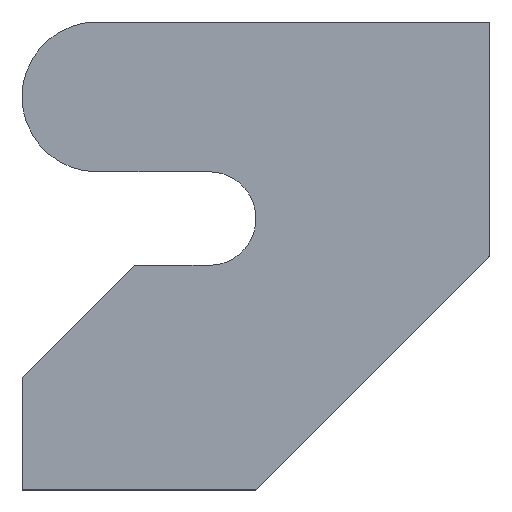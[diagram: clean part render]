
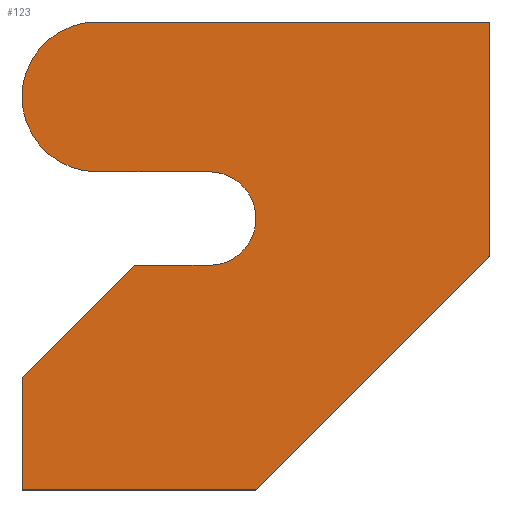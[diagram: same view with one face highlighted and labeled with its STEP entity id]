
A CAD part, top view. The second image highlights one B-rep face of the part: STEP entity #123.
In plain terms, the highlighted planar face has unit normal (0, 0, 1).
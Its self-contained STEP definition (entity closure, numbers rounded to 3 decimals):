
#2 = CIRCLE ( 'NONE', #396, 40. ) ;
#10 = DIRECTION ( 'NONE',  ( 1., 0., 0. ) ) ;
#16 = DIRECTION ( 'NONE',  ( 1., 0., 0. ) ) ;
#17 = LINE ( 'NONE', #303, #398 ) ;
#20 = ORIENTED_EDGE ( 'NONE', *, *, #320, .T. ) ;
#21 = VERTEX_POINT ( 'NONE', #380 ) ;
#22 = CARTESIAN_POINT ( 'NONE',  ( 60., 120., 3. ) ) ;
#24 = DIRECTION ( 'NONE',  ( 1., 0., 0. ) ) ;
#25 = EDGE_CURVE ( 'NONE', #333, #414, #234, .T. ) ;
#26 = VECTOR ( 'NONE', #93, 1000. ) ;
#29 = DIRECTION ( 'NONE',  ( 0., 1., 0. ) ) ;
#35 = CARTESIAN_POINT ( 'NONE',  ( 125., 0., 3. ) ) ;
#43 = AXIS2_PLACEMENT_3D ( 'NONE', #342, #288, #121 ) ;
#55 = VERTEX_POINT ( 'NONE', #377 ) ;
#56 = DIRECTION ( 'NONE',  ( 0., 0., 1. ) ) ;
#57 = DIRECTION ( 'NONE',  ( 0., 0., -1. ) ) ;
#62 = EDGE_CURVE ( 'NONE', #145, #203, #149, .T. ) ;
#63 = DIRECTION ( 'NONE',  ( 0., 0., 1. ) ) ;
#70 = ORIENTED_EDGE ( 'NONE', *, *, #144, .T. ) ;
#71 = VERTEX_POINT ( 'NONE', #341 ) ;
#86 = CARTESIAN_POINT ( 'NONE',  ( 250., 250., 3. ) ) ;
#93 = DIRECTION ( 'NONE',  ( 1., 0., 0. ) ) ;
#95 = CARTESIAN_POINT ( 'NONE',  ( 0., 0., 3. ) ) ;
#96 = LINE ( 'NONE', #126, #26 ) ;
#97 = ORIENTED_EDGE ( 'NONE', *, *, #307, .T. ) ;
#107 = CIRCLE ( 'NONE', #178, 25. ) ;
#110 = LINE ( 'NONE', #86, #364 ) ;
#117 = CARTESIAN_POINT ( 'NONE',  ( 100., 120., 3. ) ) ;
#121 = DIRECTION ( 'NONE',  ( 1., 0., 0. ) ) ;
#123 = ADVANCED_FACE ( 'NONE', ( #436 ), #319, .T. ) ;
#126 = CARTESIAN_POINT ( 'NONE',  ( 40., 170., 3. ) ) ;
#130 = CARTESIAN_POINT ( 'NONE',  ( 60., 120., 3. ) ) ;
#131 = DIRECTION ( 'NONE',  ( 0., -1., 0. ) ) ;
#132 = VECTOR ( 'NONE', #365, 1000. ) ;
#144 = EDGE_CURVE ( 'NONE', #151, #274, #110, .T. ) ;
#145 = VERTEX_POINT ( 'NONE', #117 ) ;
#149 = LINE ( 'NONE', #239, #399 ) ;
#151 = VERTEX_POINT ( 'NONE', #348 ) ;
#152 = CARTESIAN_POINT ( 'NONE',  ( 40., 210., 3. ) ) ;
#155 = DIRECTION ( 'NONE',  ( -1., 0., 0. ) ) ;
#158 = CARTESIAN_POINT ( 'NONE',  ( 250., 125., 3. ) ) ;
#166 = EDGE_LOOP ( 'NONE', ( #350, #97, #317, #70, #394, #282, #20, #213, #235, #287, #253 ) ) ;
#171 = EDGE_CURVE ( 'NONE', #274, #55, #349, .T. ) ;
#178 = AXIS2_PLACEMENT_3D ( 'NONE', #296, #57, #155 ) ;
#180 = LINE ( 'NONE', #130, #132 ) ;
#190 = CARTESIAN_POINT ( 'NONE',  ( 125., 0., 3. ) ) ;
#192 = DIRECTION ( 'NONE',  ( 0.707, 0.707, 0. ) ) ;
#199 = CARTESIAN_POINT ( 'NONE',  ( 40., 170., 3. ) ) ;
#203 = VERTEX_POINT ( 'NONE', #22 ) ;
#213 = ORIENTED_EDGE ( 'NONE', *, *, #285, .T. ) ;
#218 = VECTOR ( 'NONE', #29, 1000. ) ;
#222 = CARTESIAN_POINT ( 'NONE',  ( 40., 210., 3. ) ) ;
#234 = LINE ( 'NONE', #309, #411 ) ;
#235 = ORIENTED_EDGE ( 'NONE', *, *, #62, .T. ) ;
#238 = VECTOR ( 'NONE', #192, 1000. ) ;
#239 = CARTESIAN_POINT ( 'NONE',  ( 100., 120., 3. ) ) ;
#253 = ORIENTED_EDGE ( 'NONE', *, *, #416, .T. ) ;
#274 = VERTEX_POINT ( 'NONE', #324 ) ;
#280 = DIRECTION ( 'NONE',  ( -1., 0., 0. ) ) ;
#282 = ORIENTED_EDGE ( 'NONE', *, *, #314, .T. ) ;
#285 = EDGE_CURVE ( 'NONE', #413, #145, #107, .T. ) ;
#287 = ORIENTED_EDGE ( 'NONE', *, *, #375, .T. ) ;
#288 = DIRECTION ( 'NONE',  ( 0., 0., 1. ) ) ;
#296 = CARTESIAN_POINT ( 'NONE',  ( 100., 145., 3. ) ) ;
#298 = LINE ( 'NONE', #190, #238 ) ;
#303 = CARTESIAN_POINT ( 'NONE',  ( 0., 60., 3. ) ) ;
#307 = EDGE_CURVE ( 'NONE', #414, #21, #298, .T. ) ;
#309 = CARTESIAN_POINT ( 'NONE',  ( 0., 0., 3. ) ) ;
#312 = AXIS2_PLACEMENT_3D ( 'NONE', #152, #56, #16 ) ;
#314 = EDGE_CURVE ( 'NONE', #55, #437, #2, .T. ) ;
#317 = ORIENTED_EDGE ( 'NONE', *, *, #328, .T. ) ;
#319 = PLANE ( 'NONE',  #43 ) ;
#320 = EDGE_CURVE ( 'NONE', #437, #413, #96, .T. ) ;
#324 = CARTESIAN_POINT ( 'NONE',  ( 40., 250., 3. ) ) ;
#328 = EDGE_CURVE ( 'NONE', #21, #151, #382, .T. ) ;
#333 = VERTEX_POINT ( 'NONE', #95 ) ;
#341 = CARTESIAN_POINT ( 'NONE',  ( 0., 60., 3. ) ) ;
#342 = CARTESIAN_POINT ( 'NONE',  ( 40., 210., 3. ) ) ;
#348 = CARTESIAN_POINT ( 'NONE',  ( 250., 250., 3. ) ) ;
#349 = CIRCLE ( 'NONE', #312, 40. ) ;
#350 = ORIENTED_EDGE ( 'NONE', *, *, #25, .T. ) ;
#361 = CARTESIAN_POINT ( 'NONE',  ( 100., 170., 3. ) ) ;
#364 = VECTOR ( 'NONE', #387, 1000. ) ;
#365 = DIRECTION ( 'NONE',  ( -0.707, -0.707, 0. ) ) ;
#375 = EDGE_CURVE ( 'NONE', #203, #71, #180, .T. ) ;
#377 = CARTESIAN_POINT ( 'NONE',  ( 0., 210., 3. ) ) ;
#380 = CARTESIAN_POINT ( 'NONE',  ( 250., 125., 3. ) ) ;
#382 = LINE ( 'NONE', #158, #218 ) ;
#387 = DIRECTION ( 'NONE',  ( -1., 0., 0. ) ) ;
#394 = ORIENTED_EDGE ( 'NONE', *, *, #171, .T. ) ;
#396 = AXIS2_PLACEMENT_3D ( 'NONE', #222, #63, #24 ) ;
#398 = VECTOR ( 'NONE', #131, 1000. ) ;
#399 = VECTOR ( 'NONE', #280, 1000. ) ;
#411 = VECTOR ( 'NONE', #10, 1000. ) ;
#413 = VERTEX_POINT ( 'NONE', #361 ) ;
#414 = VERTEX_POINT ( 'NONE', #35 ) ;
#416 = EDGE_CURVE ( 'NONE', #71, #333, #17, .T. ) ;
#436 = FACE_OUTER_BOUND ( 'NONE', #166, .T. ) ;
#437 = VERTEX_POINT ( 'NONE', #199 ) ;
